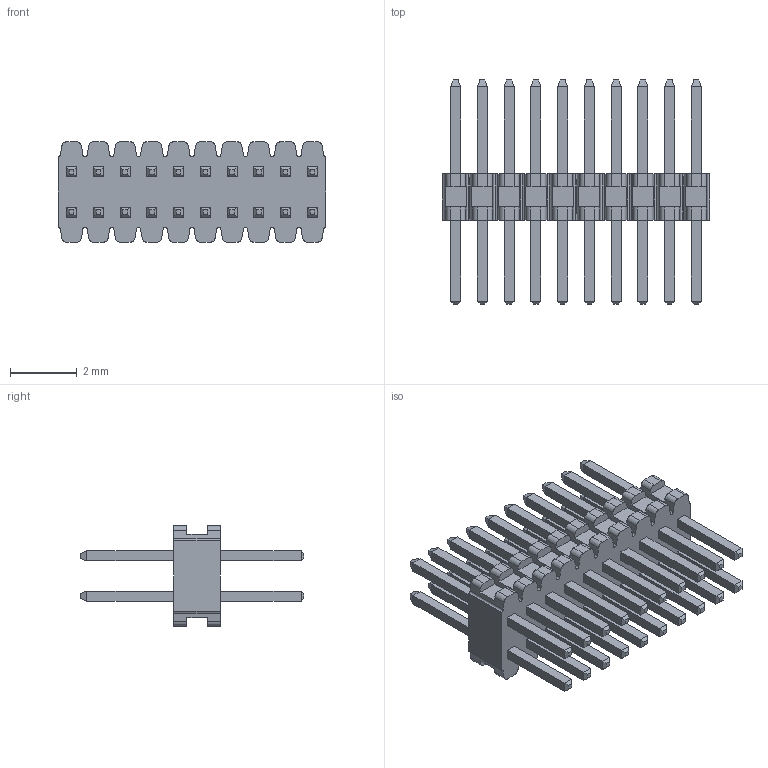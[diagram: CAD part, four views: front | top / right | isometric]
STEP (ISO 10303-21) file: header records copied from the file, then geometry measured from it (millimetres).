
FILE_DESCRIPTION( ('This file contains a STEP AP42 implementation' ,'as created by ZW3D STEP Interface translator.') ,'2;1' );
FILE_NAME( '1614-1210XXS067XX01001.stp' ,'23 310.17 424', (''), ('ZWCAD Software Co.'), 'Version 1.0', 'ZW3D to STEP translator', '' );
FILE_SCHEMA(('AUTOMOTIVE_DESIGN { 1 0 10303 214 1 1 1 1 }'));
Length unit declared in the file: millimetre
Products named in the file (2): 0; 1614-1210XXS067XX01001
Bounding box: 8 x 6.7 x 3 mm (x, y, z)
Volume: 38.9 mm3; surface area: 215.6 mm2
Topology: 1 solids, 1 shells, 642 faces, 1604 edges, 1004 vertices
Faces by surface type: plane 522, cylinder 120
Entity records: 24431 total; most frequent: CARTESIAN_POINT 11591, ORIENTED_EDGE 3208, EDGE_CURVE 1604, B_SPLINE_CURVE_WITH_KNOTS 1524, DIRECTION 1366, VERTEX_POINT 1004, EDGE_LOOP 682, AXIS2_PLACEMENT_3D 643
